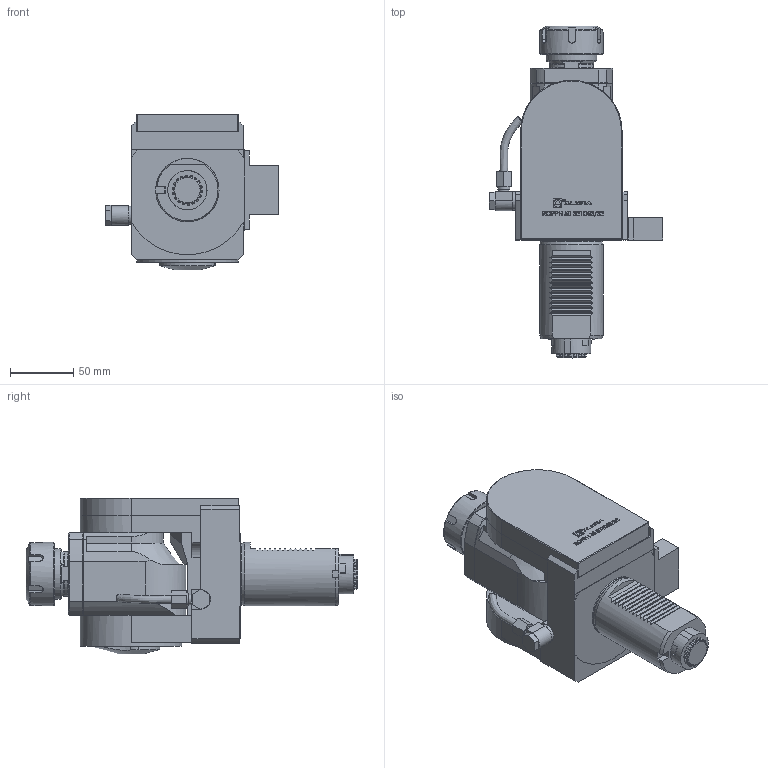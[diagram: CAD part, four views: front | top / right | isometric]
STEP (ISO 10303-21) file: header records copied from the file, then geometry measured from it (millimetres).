
FILE_DESCRIPTION (( 'STEP AP214' ), '1' );
FILE_NAME ('ROPPH50321DS332.STEP', '2025-07-30T13:29:22', ( '' ), ( '' ), 'SwSTEP 2.0', 'SolidWorks 2023', '' );
FILE_SCHEMA (( 'AUTOMOTIVE_DESIGN' ));
Length unit declared in the file: millimetre
Products named in the file (1): ROPPH50321DS332
Bounding box: 136.7 x 261.91 x 123 mm (x, y, z)
Volume: 1278754.5 mm3; surface area: 113083.2 mm2
Topology: 1 solids, 1 shells, 752 faces, 2053 edges, 1345 vertices
Faces by surface type: plane 427, cylinder 147, bspline 125, cone 39, torus 14
Full cylindrical faces by diameter (mm): 1.7 x1, 2.1 x1, 6.366 x1, 8.2 x1, 9.8 x1, 14.5 x1, 34.967 x1, 36 x1, 40 x1, 48.7 x1, 50 x2, 80 x1
Entity records: 39496 total; most frequent: CARTESIAN_POINT 13471, ORIENTED_EDGE 4034, DIRECTION 3083, EDGE_CURVE 2017, VERTEX_POINT 1332, LINE 1193, VECTOR 1193, AXIS2_PLACEMENT_3D 945
